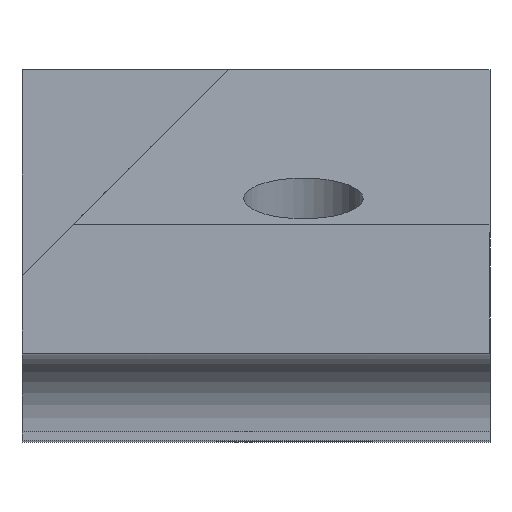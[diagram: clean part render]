
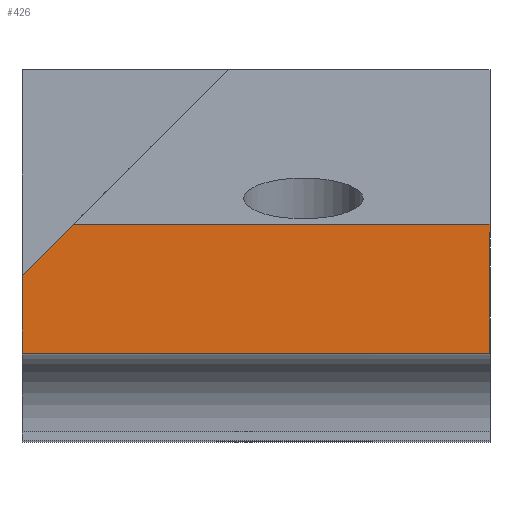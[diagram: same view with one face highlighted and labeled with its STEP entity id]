
A CAD part, top view. The second image highlights one B-rep face of the part: STEP entity #426.
In plain terms, the highlighted planar face has unit normal (0, 0, 1).
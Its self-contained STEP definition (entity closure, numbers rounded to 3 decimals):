
#35=PLANE('',#487);
#56=FACE_OUTER_BOUND('',#82,.T.);
#82=EDGE_LOOP('',(#384,#385,#386,#387,#388));
#105=LINE('',#633,#146);
#119=LINE('',#676,#160);
#128=LINE('',#698,#169);
#139=LINE('',#729,#180);
#140=LINE('',#731,#181);
#146=VECTOR('',#504,10.);
#160=VECTOR('',#546,2.032);
#169=VECTOR('',#565,10.);
#180=VECTOR('',#600,2.032);
#181=VECTOR('',#603,10.);
#190=VERTEX_POINT('',#630);
#191=VERTEX_POINT('',#632);
#206=VERTEX_POINT('',#675);
#214=VERTEX_POINT('',#697);
#222=VERTEX_POINT('',#727);
#230=EDGE_CURVE('',#191,#190,#105,.T.);
#252=EDGE_CURVE('',#191,#206,#119,.T.);
#263=EDGE_CURVE('',#206,#214,#128,.T.);
#279=EDGE_CURVE('',#222,#190,#139,.T.);
#280=EDGE_CURVE('',#214,#222,#140,.T.);
#384=ORIENTED_EDGE('',*,*,#280,.F.);
#385=ORIENTED_EDGE('',*,*,#263,.F.);
#386=ORIENTED_EDGE('',*,*,#252,.F.);
#387=ORIENTED_EDGE('',*,*,#230,.T.);
#388=ORIENTED_EDGE('',*,*,#279,.F.);
#426=ADVANCED_FACE('',(#56),#35,.F.);
#487=AXIS2_PLACEMENT_3D('',#730,#601,#602);
#504=DIRECTION('',(1.,0.,0.));
#546=DIRECTION('',(0.,1.,0.));
#565=DIRECTION('',(0.707,0.707,0.));
#600=DIRECTION('',(0.,-1.,0.));
#601=DIRECTION('center_axis',(0.,0.,-1.));
#602=DIRECTION('ref_axis',(-1.,0.,0.));
#603=DIRECTION('',(1.,0.,0.));
#630=CARTESIAN_POINT('',(4.973,1.778,18.923));
#632=CARTESIAN_POINT('',(-4.648,1.778,18.923));
#633=CARTESIAN_POINT('',(4.648,1.778,18.923));
#675=CARTESIAN_POINT('',(-4.648,3.377,18.923));
#676=CARTESIAN_POINT('',(-4.648,1.778,18.923));
#697=CARTESIAN_POINT('',(-3.598,4.427,18.923));
#698=CARTESIAN_POINT('',(-7.264,0.761,18.923));
#727=CARTESIAN_POINT('',(4.973,4.427,18.923));
#729=CARTESIAN_POINT('',(4.973,1.778,18.923));
#730=CARTESIAN_POINT('Origin',(-4.648,-13.219,18.923));
#731=CARTESIAN_POINT('',(-2.243,4.427,18.923));
